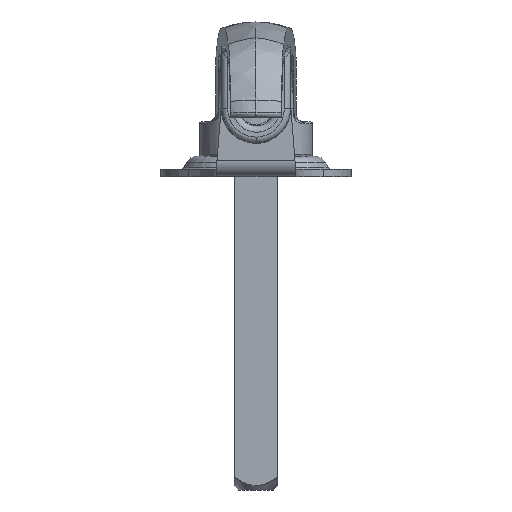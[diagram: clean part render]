
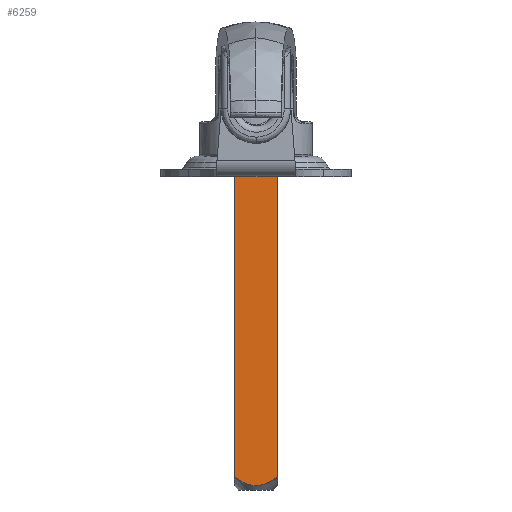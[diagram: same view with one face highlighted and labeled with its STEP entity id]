
A CAD part, front view. The second image highlights one B-rep face of the part: STEP entity #6259.
In plain terms, the highlighted planar face has unit normal (0, -1, 0).
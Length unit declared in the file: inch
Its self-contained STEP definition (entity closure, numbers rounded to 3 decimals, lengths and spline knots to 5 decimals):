
#6032=CARTESIAN_POINT('',(-0.3125,-0.3125,-6.55856));
#6033=VERTEX_POINT('',#6032);
#6062=CARTESIAN_POINT('',(0.3125,-0.3125,-6.55856));
#6063=VERTEX_POINT('',#6062);
#6077=CARTESIAN_POINT('',(-0.3125,-0.3125,-6.55856));
#6078=CARTESIAN_POINT('',(0.,-0.3125,-6.77953));
#6079=CARTESIAN_POINT('',(0.3125,-0.3125,-6.55856));
#6087=(BOUNDED_CURVE()B_SPLINE_CURVE(2,(#6077,#6078,#6079),.UNSPECIFIED.,.F.,.U.)B_SPLINE_CURVE_WITH_KNOTS((3,3),(0.86754,3.71336),.UNSPECIFIED.)CURVE()GEOMETRIC_REPRESENTATION_ITEM()RATIONAL_B_SPLINE_CURVE((1.492,2.109,1.492))REPRESENTATION_ITEM(''));
#6088=EDGE_CURVE('',#6033,#6063,#6087,.T.);
#6118=CARTESIAN_POINT('',(0.3125,-0.3125,-0.69144));
#6119=VERTEX_POINT('',#6118);
#6133=CARTESIAN_POINT('',(0.3125,-0.3125,-0.69144));
#6134=DIRECTION('',(0.0,0.0,-1.0));
#6135=VECTOR('',#6134,5.86712);
#6136=LINE('',#6133,#6135);
#6137=EDGE_CURVE('',#6119,#6063,#6136,.T.);
#6180=CARTESIAN_POINT('',(-0.3125,-0.3125,-0.69144));
#6181=VERTEX_POINT('',#6180);
#6195=CARTESIAN_POINT('',(0.3125,-0.3125,-0.69144));
#6196=CARTESIAN_POINT('',(0.,-0.3125,-0.47047));
#6197=CARTESIAN_POINT('',(-0.3125,-0.3125,-0.69144));
#6205=(BOUNDED_CURVE()B_SPLINE_CURVE(2,(#6195,#6196,#6197),.UNSPECIFIED.,.F.,.U.)B_SPLINE_CURVE_WITH_KNOTS((3,3),(0.86754,3.71336),.UNSPECIFIED.)CURVE()GEOMETRIC_REPRESENTATION_ITEM()RATIONAL_B_SPLINE_CURVE((1.492,2.109,1.492))REPRESENTATION_ITEM(''));
#6206=EDGE_CURVE('',#6119,#6181,#6205,.T.);
#6228=CARTESIAN_POINT('',(-0.3125,-0.3125,-0.69144));
#6229=DIRECTION('',(0.0,0.0,-1.0));
#6230=VECTOR('',#6229,5.86712);
#6231=LINE('',#6228,#6230);
#6232=EDGE_CURVE('',#6181,#6033,#6231,.T.);
#6248=CARTESIAN_POINT('',(0.3125,-0.3125,-3.625));
#6249=DIRECTION('',(0.0,-1.0,0.0));
#6250=DIRECTION('',(0.0,0.0,-1.0));
#6251=AXIS2_PLACEMENT_3D('',#6248,#6249,#6250);
#6252=PLANE('',#6251);
#6253=ORIENTED_EDGE('',*,*,#6088,.T.);
#6254=ORIENTED_EDGE('',*,*,#6137,.F.);
#6255=ORIENTED_EDGE('',*,*,#6206,.T.);
#6256=ORIENTED_EDGE('',*,*,#6232,.T.);
#6257=EDGE_LOOP('',(#6253,#6254,#6255,#6256));
#6258=FACE_OUTER_BOUND('',#6257,.T.);
#6259=ADVANCED_FACE('',(#6258),#6252,.T.);
